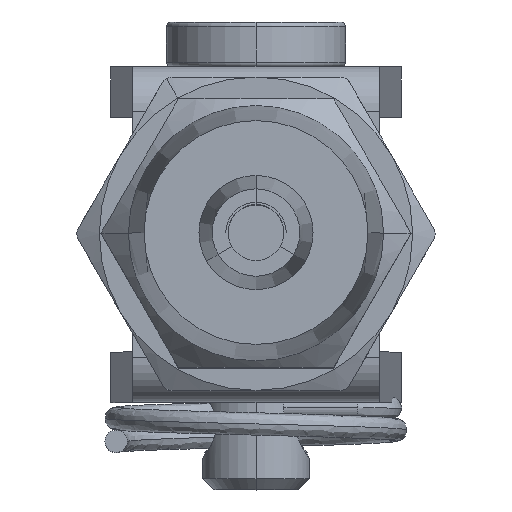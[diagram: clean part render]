
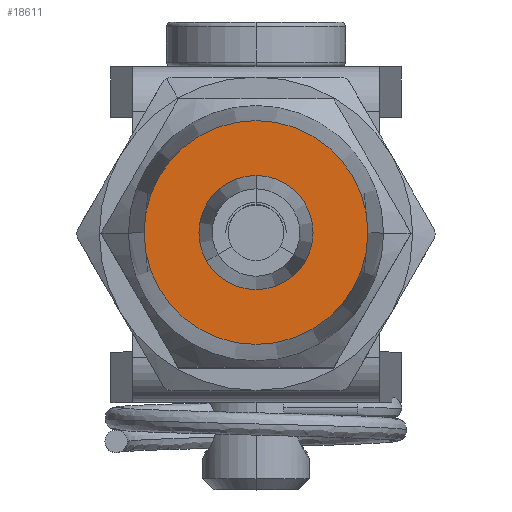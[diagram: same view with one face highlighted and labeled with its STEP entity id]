
A CAD part, top view. The second image highlights one B-rep face of the part: STEP entity #18611.
In plain terms, the highlighted planar face has unit normal (0, 0, 1).
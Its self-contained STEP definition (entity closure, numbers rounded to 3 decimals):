
#297 = ORIENTED_EDGE ( 'NONE', *, *, #7426, .T. ) ;
#474 = CARTESIAN_POINT ( 'NONE',  ( -2.55, 0., 30.5 ) ) ;
#1119 = ORIENTED_EDGE ( 'NONE', *, *, #3821, .F. ) ;
#1878 = DIRECTION ( 'NONE',  ( 0., 0., -1. ) ) ;
#1950 = DIRECTION ( 'NONE',  ( -1., 0., 0. ) ) ;
#2097 = EDGE_LOOP ( 'NONE', ( #1119, #8422 ) ) ;
#2249 = DIRECTION ( 'NONE',  ( 0., 0., -1. ) ) ;
#2952 = FACE_OUTER_BOUND ( 'NONE', #2097, .T. ) ;
#3821 = EDGE_CURVE ( 'NONE', #16196, #22746, #9835, .T. ) ;
#5574 = VERTEX_POINT ( 'NONE', #474 ) ;
#5711 = DIRECTION ( 'NONE',  ( -1., 0., 0. ) ) ;
#6226 = AXIS2_PLACEMENT_3D ( 'NONE', #7578, #12756, #12909 ) ;
#6530 = CIRCLE ( 'NONE', #10824, 5. ) ;
#7258 = AXIS2_PLACEMENT_3D ( 'NONE', #19867, #1878, #14597 ) ;
#7426 = EDGE_CURVE ( 'NONE', #20978, #5574, #12029, .T. ) ;
#7578 = CARTESIAN_POINT ( 'NONE',  ( 0., 0., 30.5 ) ) ;
#8422 = ORIENTED_EDGE ( 'NONE', *, *, #11239, .F. ) ;
#9221 = CARTESIAN_POINT ( 'NONE',  ( -5., 0., 30.5 ) ) ;
#9835 = CIRCLE ( 'NONE', #7258, 5. ) ;
#10824 = AXIS2_PLACEMENT_3D ( 'NONE', #20114, #23558, #5711 ) ;
#10951 = ORIENTED_EDGE ( 'NONE', *, *, #15112, .T. ) ;
#11239 = EDGE_CURVE ( 'NONE', #22746, #16196, #6530, .T. ) ;
#12029 = CIRCLE ( 'NONE', #6226, 2.55 ) ;
#12055 = FACE_BOUND ( 'NONE', #22607, .T. ) ;
#12503 = CARTESIAN_POINT ( 'NONE',  ( 2.55, 0., 30.5 ) ) ;
#12756 = DIRECTION ( 'NONE',  ( 0., 0., -1. ) ) ;
#12909 = DIRECTION ( 'NONE',  ( -1., 0., 0. ) ) ;
#14597 = DIRECTION ( 'NONE',  ( -1., 0., 0. ) ) ;
#14969 = AXIS2_PLACEMENT_3D ( 'NONE', #18188, #23540, #1950 ) ;
#14973 = CIRCLE ( 'NONE', #14969, 2.55 ) ;
#15112 = EDGE_CURVE ( 'NONE', #5574, #20978, #14973, .T. ) ;
#16196 = VERTEX_POINT ( 'NONE', #9221 ) ;
#16699 = AXIS2_PLACEMENT_3D ( 'NONE', #22308, #2249, #16826 ) ;
#16826 = DIRECTION ( 'NONE',  ( -1., 0., 0. ) ) ;
#17115 = CARTESIAN_POINT ( 'NONE',  ( 5., 0., 30.5 ) ) ;
#18188 = CARTESIAN_POINT ( 'NONE',  ( 0., 0., 30.5 ) ) ;
#18611 = ADVANCED_FACE ( 'NONE', ( #2952, #12055 ), #22233, .F. ) ;
#19867 = CARTESIAN_POINT ( 'NONE',  ( 0., 0., 30.5 ) ) ;
#20114 = CARTESIAN_POINT ( 'NONE',  ( 0., 0., 30.5 ) ) ;
#20978 = VERTEX_POINT ( 'NONE', #12503 ) ;
#22233 = PLANE ( 'NONE',  #16699 ) ;
#22308 = CARTESIAN_POINT ( 'NONE',  ( 5., 0., 30.5 ) ) ;
#22607 = EDGE_LOOP ( 'NONE', ( #10951, #297 ) ) ;
#22746 = VERTEX_POINT ( 'NONE', #17115 ) ;
#23540 = DIRECTION ( 'NONE',  ( 0., 0., -1. ) ) ;
#23558 = DIRECTION ( 'NONE',  ( 0., 0., -1. ) ) ;
